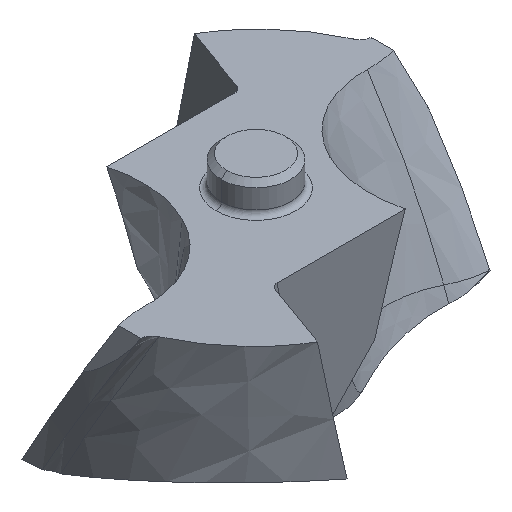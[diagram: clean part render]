
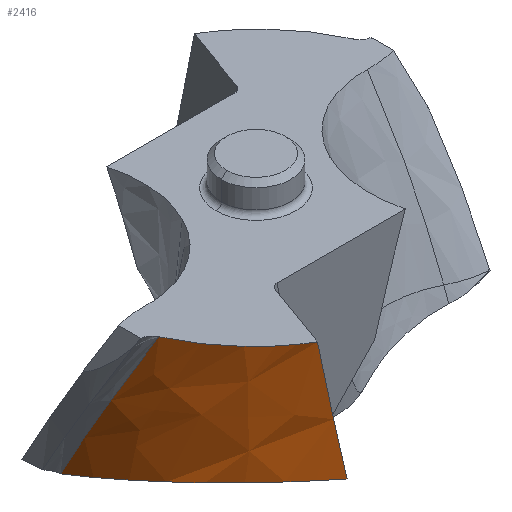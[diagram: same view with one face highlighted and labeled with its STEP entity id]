
A CAD part, isometric view. The second image highlights one B-rep face of the part: STEP entity #2416.
In plain terms, the highlighted free-form (B-spline) face has degree [3, 3] with [7, 5] control points.
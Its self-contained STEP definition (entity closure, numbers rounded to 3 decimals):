
#190=CARTESIAN_POINT('',(-5.06,-2.292,
0.));
#191=CARTESIAN_POINT('',(-4.793,-2.873,
0.));
#192=CARTESIAN_POINT('',(-4.166,-3.777,
0.));
#193=CARTESIAN_POINT('',(-3.307,-4.451,
0.));
#194=CARTESIAN_POINT('',(-2.927,-4.681,
0.));
#204=CARTESIAN_POINT('',(-5.06,-2.292,
0.));
#856=CARTESIAN_POINT('',(-2.37,-4.963,
-3.517));
#857=CARTESIAN_POINT('',(-2.396,-4.941,
-3.335));
#858=CARTESIAN_POINT('',(-2.452,-4.898,
-2.955));
#859=CARTESIAN_POINT('',(-2.545,-4.84,
-2.344));
#860=CARTESIAN_POINT('',(-2.653,-4.785,
-1.664));
#861=CARTESIAN_POINT('',(-2.778,-4.733,
-0.898));
#862=CARTESIAN_POINT('',(-2.876,-4.699,
-0.311));
#863=CARTESIAN_POINT('',(-2.927,-4.681,
0.));
#868=CARTESIAN_POINT('',(-5.555,0.,
-4.28));
#869=CARTESIAN_POINT('',(-5.555,-0.096,
-4.243));
#870=CARTESIAN_POINT('',(-5.551,-0.287,
-4.171));
#871=CARTESIAN_POINT('',(-5.529,-0.57,
-4.069));
#872=CARTESIAN_POINT('',(-5.493,-0.849,
-3.974));
#873=CARTESIAN_POINT('',(-5.444,-1.123,
-3.886));
#874=CARTESIAN_POINT('',(-5.381,-1.392,
-3.804));
#875=CARTESIAN_POINT('',(-5.305,-1.655,
-3.73));
#876=CARTESIAN_POINT('',(-5.216,-1.911,
-3.663));
#877=CARTESIAN_POINT('',(-5.117,-2.16,
-3.603));
#878=CARTESIAN_POINT('',(-5.005,-2.402,
-3.55));
#879=CARTESIAN_POINT('',(-4.882,-2.637,
-3.504));
#880=CARTESIAN_POINT('',(-4.748,-2.866,
-3.464));
#881=CARTESIAN_POINT('',(-4.603,-3.088,
-3.431));
#882=CARTESIAN_POINT('',(-4.448,-3.302,
-3.404));
#883=CARTESIAN_POINT('',(-4.283,-3.508,
-3.385));
#884=CARTESIAN_POINT('',(-4.108,-3.705,
-3.372));
#885=CARTESIAN_POINT('',(-3.924,-3.894,
-3.366));
#886=CARTESIAN_POINT('',(-3.73,-4.074,
-3.366));
#887=CARTESIAN_POINT('',(-3.527,-4.246,
-3.374));
#888=CARTESIAN_POINT('',(-3.313,-4.41,
-3.388));
#889=CARTESIAN_POINT('',(-3.091,-4.564,
-3.409));
#890=CARTESIAN_POINT('',(-2.859,-4.708,
-3.438));
#891=CARTESIAN_POINT('',(-2.619,-4.842,
-3.473));
#892=CARTESIAN_POINT('',(-2.454,-4.924,
-3.502));
#893=CARTESIAN_POINT('',(-2.37,-4.963,
-3.517));
#898=CARTESIAN_POINT('',(-5.555,0.01,
-4.281));
#899=CARTESIAN_POINT('',(-5.555,0.009,
-4.281));
#900=CARTESIAN_POINT('',(-5.555,0.007,
-4.281));
#901=CARTESIAN_POINT('',(-5.555,0.003,
-4.281));
#902=CARTESIAN_POINT('',(-5.555,0.001,
-4.28));
#903=CARTESIAN_POINT('',(-5.555,0.,
-4.28));
#908=CARTESIAN_POINT('',(-5.06,-2.292,
0.));
#909=CARTESIAN_POINT('',(-5.2,-1.985,
-0.588));
#910=CARTESIAN_POINT('',(-5.469,-1.22,
-2.015));
#911=CARTESIAN_POINT('',(-5.562,-0.439,
-3.442));
#912=CARTESIAN_POINT('',(-5.555,0.01,
-4.281));
#1331=VERTEX_POINT('',#204);
#1332=VERTEX_POINT('',#194);
#1371=CARTESIAN_POINT('',(-2.37,-4.963,
-3.517));
#1372=VERTEX_POINT('',#1371);
#1373=VERTEX_POINT('',#868);
#1374=VERTEX_POINT('',#898);
#2372=CARTESIAN_POINT('',(-2.597,-4.906,
-4.325));
#2373=CARTESIAN_POINT('',(-2.264,-5.013,
-3.471));
#2374=CARTESIAN_POINT('',(-1.59,-5.214,
-2.015));
#2375=CARTESIAN_POINT('',(-0.732,-5.398,
-0.56));
#2376=CARTESIAN_POINT('',(-0.347,-5.466,
0.041));
#2377=CARTESIAN_POINT('',(-2.656,-4.875,
-4.325));
#2378=CARTESIAN_POINT('',(-2.324,-4.988,
-3.471));
#2379=CARTESIAN_POINT('',(-1.653,-5.198,
-2.015));
#2380=CARTESIAN_POINT('',(-0.796,-5.391,
-0.56));
#2381=CARTESIAN_POINT('',(-0.412,-5.463,
0.041));
#2382=CARTESIAN_POINT('',(-3.284,-4.529,
-4.325));
#2383=CARTESIAN_POINT('',(-2.967,-4.701,
-3.471));
#2384=CARTESIAN_POINT('',(-2.321,-5.011,
-2.015));
#2385=CARTESIAN_POINT('',(-1.49,-5.305,
-0.56));
#2386=CARTESIAN_POINT('',(-1.116,-5.419,
0.041));
#2387=CARTESIAN_POINT('',(-4.348,-3.637,
-4.325));
#2388=CARTESIAN_POINT('',(-4.082,-3.915,
-3.471));
#2389=CARTESIAN_POINT('',(-3.521,-4.407,
-2.015));
#2390=CARTESIAN_POINT('',(-2.775,-4.883,
-0.56));
#2391=CARTESIAN_POINT('',(-2.437,-5.072,
0.041));
#2392=CARTESIAN_POINT('',(-5.345,-1.902,
-4.325));
#2393=CARTESIAN_POINT('',(-5.2,-2.299,
-3.471));
#2394=CARTESIAN_POINT('',(-4.845,-2.995,
-2.015));
#2395=CARTESIAN_POINT('',(-4.305,-3.674,
-0.56));
#2396=CARTESIAN_POINT('',(-4.052,-3.946,
0.041));
#2397=CARTESIAN_POINT('',(-5.565,-0.578,
-4.325));
#2398=CARTESIAN_POINT('',(-5.523,-1.022,
-3.471));
#2399=CARTESIAN_POINT('',(-5.346,-1.797,
-2.015));
#2400=CARTESIAN_POINT('',(-4.983,-2.555,
-0.56));
#2401=CARTESIAN_POINT('',(-4.803,-2.861,
0.041));
#2402=CARTESIAN_POINT('',(-5.554,0.092,
-4.325));
#2403=CARTESIAN_POINT('',(-5.568,-0.365,
-3.471));
#2404=CARTESIAN_POINT('',(-5.484,-1.164,
-2.015));
#2405=CARTESIAN_POINT('',(-5.215,-1.946,
-0.56));
#2406=CARTESIAN_POINT('',(-5.074,-2.26,
0.041));
#2407=B_SPLINE_SURFACE_WITH_KNOTS('',3,3,((#2372,#2373,#2374,#2375,#2376),
(#2377,#2378,#2379,#2380,#2381),(#2382,#2383,#2384,#2385,#2386),(#2387,#2388,
#2389,#2390,#2391),(#2392,#2393,#2394,#2395,#2396),(#2397,#2398,#2399,#2400,
#2401),(#2402,#2403,#2404,#2405,#2406)),.UNSPECIFIED.,.F.,.F.,.F.,(4,1,1,1,4),
(4,1,4),(0.,0.032,0.349,
0.665,0.99),(0.,0.587,
1.),.UNSPECIFIED.);
#2409=ORIENTED_EDGE('',*,*,#2408,.F.);
#2410=ORIENTED_EDGE('',*,*,#1816,.F.);
#2411=ORIENTED_EDGE('',*,*,#1851,.F.);
#2412=ORIENTED_EDGE('',*,*,#2366,.F.);
#2413=ORIENTED_EDGE('',*,*,#1565,.T.);
#2414=EDGE_LOOP('',(#2409,#2410,#2411,#2412,#2413));
#2415=FACE_OUTER_BOUND('',#2414,.F.);
#195=B_SPLINE_CURVE_WITH_KNOTS('',3,(#190,#191,#192,#193,#194),.UNSPECIFIED.,
.F.,.F.,(4,1,4),(0.,0.59,1.),.UNSPECIFIED.);
#864=B_SPLINE_CURVE_WITH_KNOTS('',3,(#856,#857,#858,#859,#860,#861,#862,#863),
.UNSPECIFIED.,.F.,.F.,(4,1,1,1,1,4),(0.,0.2,0.4,0.6,0.8,1.),
.UNSPECIFIED.);
#894=B_SPLINE_CURVE_WITH_KNOTS('',3,(#868,#869,#870,#871,#872,#873,#874,#875,
#876,#877,#878,#879,#880,#881,#882,#883,#884,#885,#886,#887,#888,#889,#890,#891,
#892,#893),.UNSPECIFIED.,.F.,.F.,(4,1,1,1,1,1,1,1,1,1,1,1,1,1,1,1,1,1,1,1,1,1,1,
4),(0.,0.043,0.087,0.13,
0.174,0.217,0.261,0.304,
0.348,0.391,0.435,0.478,
0.522,0.565,0.609,0.652,
0.696,0.739,0.783,0.826,
0.87,0.913,0.957,1.),.UNSPECIFIED.);
#904=B_SPLINE_CURVE_WITH_KNOTS('',3,(#898,#899,#900,#901,#902,#903),
.UNSPECIFIED.,.F.,.F.,(4,1,1,4),(0.,0.333,0.667,1.),
.UNSPECIFIED.);
#913=B_SPLINE_CURVE_WITH_KNOTS('',3,(#908,#909,#910,#911,#912),.UNSPECIFIED.,
.F.,.F.,(4,1,4),(0.,0.412,1.),.UNSPECIFIED.);
#1565=EDGE_CURVE('',#1331,#1332,#195,.T.);
#1816=EDGE_CURVE('',#1373,#1372,#894,.T.);
#1851=EDGE_CURVE('',#1374,#1373,#904,.T.);
#2366=EDGE_CURVE('',#1331,#1374,#913,.T.);
#2408=EDGE_CURVE('',#1372,#1332,#864,.T.);
#2416=ADVANCED_FACE('',(#2415),#2407,.F.);
